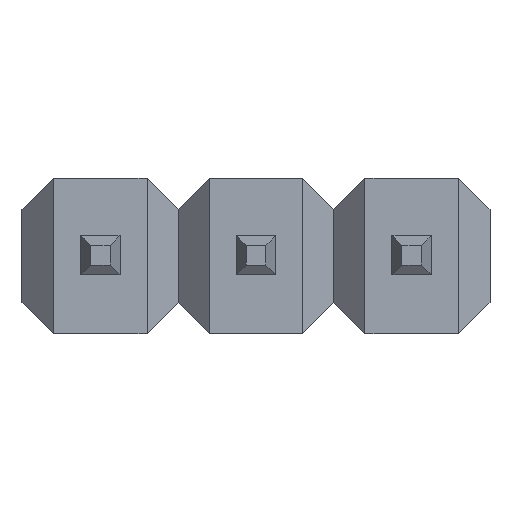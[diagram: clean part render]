
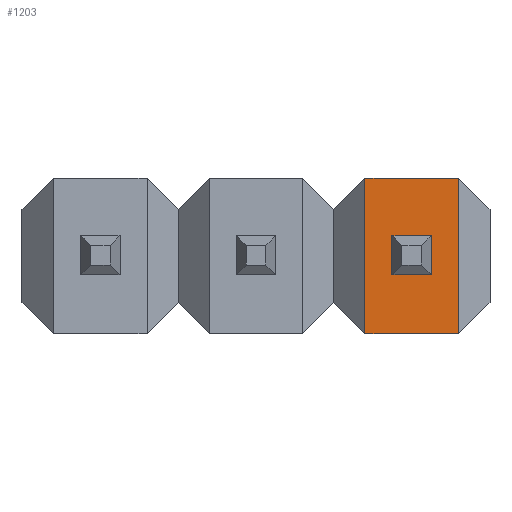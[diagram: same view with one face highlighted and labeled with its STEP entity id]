
A CAD part, top view. The second image highlights one B-rep face of the part: STEP entity #1203.
In plain terms, the highlighted planar face has unit normal (0, 0, 1).
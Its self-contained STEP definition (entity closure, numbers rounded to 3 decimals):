
#75=FACE_OUTER_BOUND('',#155,.T.);
#155=EDGE_LOOP('',(#953,#954,#955,#956));
#282=LINE('',#1863,#442);
#289=LINE('',#1876,#449);
#290=LINE('',#1878,#450);
#291=LINE('',#1879,#451);
#442=VECTOR('',#1527,10.);
#449=VECTOR('',#1542,10.);
#450=VECTOR('',#1543,10.);
#451=VECTOR('',#1544,10.);
#559=VERTEX_POINT('',#1850);
#562=VERTEX_POINT('',#1860);
#565=VERTEX_POINT('',#1875);
#566=VERTEX_POINT('',#1877);
#690=EDGE_CURVE('',#562,#559,#282,.T.);
#697=EDGE_CURVE('',#562,#565,#289,.T.);
#698=EDGE_CURVE('',#566,#565,#290,.T.);
#699=EDGE_CURVE('',#559,#566,#291,.T.);
#953=ORIENTED_EDGE('',*,*,#690,.F.);
#954=ORIENTED_EDGE('',*,*,#697,.T.);
#955=ORIENTED_EDGE('',*,*,#698,.F.);
#956=ORIENTED_EDGE('',*,*,#699,.F.);
#1123=PLANE('',#1301);
#1203=ADVANCED_FACE('',(#75),#1123,.T.);
#1301=AXIS2_PLACEMENT_3D('',#1874,#1540,#1541);
#1527=DIRECTION('',(0.,1.,0.));
#1540=DIRECTION('center_axis',(0.,0.,1.));
#1541=DIRECTION('ref_axis',(0.,-1.,0.));
#1542=DIRECTION('',(1.,0.,0.));
#1543=DIRECTION('',(0.,-1.,0.));
#1544=DIRECTION('',(1.,0.,0.));
#1850=CARTESIAN_POINT('',(4.318,1.27,2.54));
#1860=CARTESIAN_POINT('',(4.318,-1.27,2.54));
#1863=CARTESIAN_POINT('',(4.318,0.,2.54));
#1874=CARTESIAN_POINT('Origin',(-1.28,1.27,2.54));
#1875=CARTESIAN_POINT('',(5.852,-1.27,2.54));
#1876=CARTESIAN_POINT('',(-1.28,-1.27,2.54));
#1877=CARTESIAN_POINT('',(5.852,1.27,2.54));
#1878=CARTESIAN_POINT('',(5.852,0.635,2.54));
#1879=CARTESIAN_POINT('',(-1.28,1.27,2.54));
